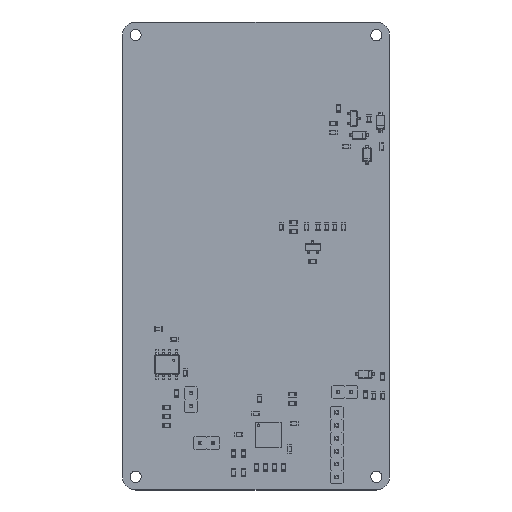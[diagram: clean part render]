
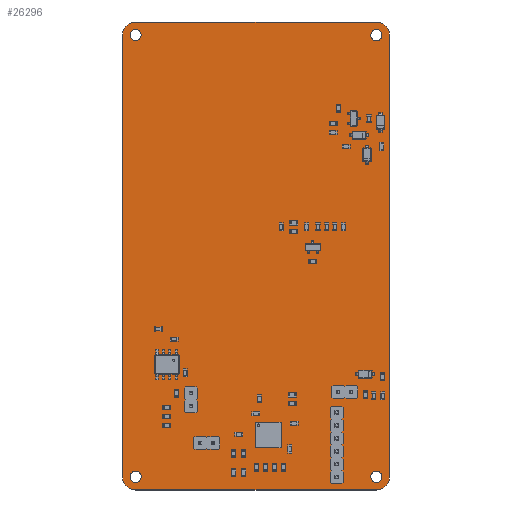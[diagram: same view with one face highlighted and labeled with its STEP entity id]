
A CAD part, top view. The second image highlights one B-rep face of the part: STEP entity #26296.
In plain terms, the highlighted planar face has unit normal (0, 0, 1).
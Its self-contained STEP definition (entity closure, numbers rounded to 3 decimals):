
#25971 = VERTEX_POINT('',#25972);
#25972 = CARTESIAN_POINT('',(480.882,18.502,1.6));
#25978 = EDGE_CURVE('',#25971,#25979,#25981,.T.);
#25979 = VERTEX_POINT('',#25980);
#25980 = CARTESIAN_POINT('',(483.482,15.902,1.6));
#25981 = CIRCLE('',#25982,2.6);
#25982 = AXIS2_PLACEMENT_3D('',#25983,#25984,#25985);
#25983 = CARTESIAN_POINT('',(480.882,15.902,1.6));
#25984 = DIRECTION('',(0.,0.,-1.));
#25985 = DIRECTION('',(0.,1.,0.));
#26013 = VERTEX_POINT('',#26014);
#26014 = CARTESIAN_POINT('',(433.582,18.502,1.6));
#26020 = EDGE_CURVE('',#26013,#25971,#26021,.T.);
#26021 = LINE('',#26022,#26023);
#26022 = CARTESIAN_POINT('',(433.582,18.502,1.6));
#26023 = VECTOR('',#26024,1.);
#26024 = DIRECTION('',(1.,0.,0.));
#26042 = EDGE_CURVE('',#25979,#26043,#26045,.T.);
#26043 = VERTEX_POINT('',#26044);
#26044 = CARTESIAN_POINT('',(483.482,-70.898,1.6));
#26045 = LINE('',#26046,#26047);
#26046 = CARTESIAN_POINT('',(483.482,15.902,1.6));
#26047 = VECTOR('',#26048,1.);
#26048 = DIRECTION('',(0.,-1.,0.));
#26296 = ADVANCED_FACE('',(#26297,#26343,#26354,#26365,#26376,#26387,
    #26398,#26409,#26420,#26431,#26442,#26453,#26464,#26475,#26486,
    #26497,#26508),#26519,.F.);
#26297 = FACE_BOUND('',#26298,.F.);
#26298 = EDGE_LOOP('',(#26299,#26300,#26301,#26310,#26318,#26327,#26335,
    #26342));
#26299 = ORIENTED_EDGE('',*,*,#25978,.T.);
#26300 = ORIENTED_EDGE('',*,*,#26042,.T.);
#26301 = ORIENTED_EDGE('',*,*,#26302,.T.);
#26302 = EDGE_CURVE('',#26043,#26303,#26305,.T.);
#26303 = VERTEX_POINT('',#26304);
#26304 = CARTESIAN_POINT('',(480.882,-73.498,1.6));
#26305 = CIRCLE('',#26306,2.6);
#26306 = AXIS2_PLACEMENT_3D('',#26307,#26308,#26309);
#26307 = CARTESIAN_POINT('',(480.881,-70.898,1.6));
#26308 = DIRECTION('',(0.,0.,-1.));
#26309 = DIRECTION('',(1.,0.,0.));
#26310 = ORIENTED_EDGE('',*,*,#26311,.T.);
#26311 = EDGE_CURVE('',#26303,#26312,#26314,.T.);
#26312 = VERTEX_POINT('',#26313);
#26313 = CARTESIAN_POINT('',(433.582,-73.498,1.6));
#26314 = LINE('',#26315,#26316);
#26315 = CARTESIAN_POINT('',(480.882,-73.498,1.6));
#26316 = VECTOR('',#26317,1.);
#26317 = DIRECTION('',(-1.,0.,0.));
#26318 = ORIENTED_EDGE('',*,*,#26319,.T.);
#26319 = EDGE_CURVE('',#26312,#26320,#26322,.T.);
#26320 = VERTEX_POINT('',#26321);
#26321 = CARTESIAN_POINT('',(430.982,-70.898,1.6));
#26322 = CIRCLE('',#26323,2.6);
#26323 = AXIS2_PLACEMENT_3D('',#26324,#26325,#26326);
#26324 = CARTESIAN_POINT('',(433.582,-70.898,1.6));
#26325 = DIRECTION('',(0.,0.,-1.));
#26326 = DIRECTION('',(0.,-1.,-0.));
#26327 = ORIENTED_EDGE('',*,*,#26328,.T.);
#26328 = EDGE_CURVE('',#26320,#26329,#26331,.T.);
#26329 = VERTEX_POINT('',#26330);
#26330 = CARTESIAN_POINT('',(430.982,15.902,1.6));
#26331 = LINE('',#26332,#26333);
#26332 = CARTESIAN_POINT('',(430.982,-70.898,1.6));
#26333 = VECTOR('',#26334,1.);
#26334 = DIRECTION('',(0.,1.,0.));
#26335 = ORIENTED_EDGE('',*,*,#26336,.T.);
#26336 = EDGE_CURVE('',#26329,#26013,#26337,.T.);
#26337 = CIRCLE('',#26338,2.6);
#26338 = AXIS2_PLACEMENT_3D('',#26339,#26340,#26341);
#26339 = CARTESIAN_POINT('',(433.582,15.901,1.6));
#26340 = DIRECTION('',(0.,0.,-1.));
#26341 = DIRECTION('',(-1.,0.,0.));
#26342 = ORIENTED_EDGE('',*,*,#26020,.T.);
#26343 = FACE_BOUND('',#26344,.F.);
#26344 = EDGE_LOOP('',(#26345));
#26345 = ORIENTED_EDGE('',*,*,#26346,.F.);
#26346 = EDGE_CURVE('',#26347,#26347,#26349,.T.);
#26347 = VERTEX_POINT('',#26348);
#26348 = CARTESIAN_POINT('',(480.882,-71.998,1.6));
#26349 = CIRCLE('',#26350,1.1);
#26350 = AXIS2_PLACEMENT_3D('',#26351,#26352,#26353);
#26351 = CARTESIAN_POINT('',(480.882,-70.898,1.6));
#26352 = DIRECTION('',(-0.,0.,-1.));
#26353 = DIRECTION('',(-0.,-1.,0.));
#26354 = FACE_BOUND('',#26355,.F.);
#26355 = EDGE_LOOP('',(#26356));
#26356 = ORIENTED_EDGE('',*,*,#26357,.F.);
#26357 = EDGE_CURVE('',#26358,#26358,#26360,.T.);
#26358 = VERTEX_POINT('',#26359);
#26359 = CARTESIAN_POINT('',(473.082,-71.498,1.6));
#26360 = CIRCLE('',#26361,0.5);
#26361 = AXIS2_PLACEMENT_3D('',#26362,#26363,#26364);
#26362 = CARTESIAN_POINT('',(473.082,-70.998,1.6));
#26363 = DIRECTION('',(-0.,0.,-1.));
#26364 = DIRECTION('',(-0.,-1.,0.));
#26365 = FACE_BOUND('',#26366,.F.);
#26366 = EDGE_LOOP('',(#26367));
#26367 = ORIENTED_EDGE('',*,*,#26368,.F.);
#26368 = EDGE_CURVE('',#26369,#26369,#26371,.T.);
#26369 = VERTEX_POINT('',#26370);
#26370 = CARTESIAN_POINT('',(473.082,-68.958,1.6));
#26371 = CIRCLE('',#26372,0.5);
#26372 = AXIS2_PLACEMENT_3D('',#26373,#26374,#26375);
#26373 = CARTESIAN_POINT('',(473.082,-68.458,1.6));
#26374 = DIRECTION('',(-0.,0.,-1.));
#26375 = DIRECTION('',(-0.,-1.,0.));
#26376 = FACE_BOUND('',#26377,.F.);
#26377 = EDGE_LOOP('',(#26378));
#26378 = ORIENTED_EDGE('',*,*,#26379,.F.);
#26379 = EDGE_CURVE('',#26380,#26380,#26382,.T.);
#26380 = VERTEX_POINT('',#26381);
#26381 = CARTESIAN_POINT('',(473.082,-66.418,1.6));
#26382 = CIRCLE('',#26383,0.5);
#26383 = AXIS2_PLACEMENT_3D('',#26384,#26385,#26386);
#26384 = CARTESIAN_POINT('',(473.082,-65.918,1.6));
#26385 = DIRECTION('',(-0.,0.,-1.));
#26386 = DIRECTION('',(-0.,-1.,0.));
#26387 = FACE_BOUND('',#26388,.F.);
#26388 = EDGE_LOOP('',(#26389));
#26389 = ORIENTED_EDGE('',*,*,#26390,.F.);
#26390 = EDGE_CURVE('',#26391,#26391,#26393,.T.);
#26391 = VERTEX_POINT('',#26392);
#26392 = CARTESIAN_POINT('',(473.082,-63.878,1.6));
#26393 = CIRCLE('',#26394,0.5);
#26394 = AXIS2_PLACEMENT_3D('',#26395,#26396,#26397);
#26395 = CARTESIAN_POINT('',(473.082,-63.378,1.6));
#26396 = DIRECTION('',(-0.,0.,-1.));
#26397 = DIRECTION('',(-0.,-1.,0.));
#26398 = FACE_BOUND('',#26399,.F.);
#26399 = EDGE_LOOP('',(#26400));
#26400 = ORIENTED_EDGE('',*,*,#26401,.F.);
#26401 = EDGE_CURVE('',#26402,#26402,#26404,.T.);
#26402 = VERTEX_POINT('',#26403);
#26403 = CARTESIAN_POINT('',(475.947,-54.758,1.6));
#26404 = CIRCLE('',#26405,0.5);
#26405 = AXIS2_PLACEMENT_3D('',#26406,#26407,#26408);
#26406 = CARTESIAN_POINT('',(475.947,-54.258,1.6));
#26407 = DIRECTION('',(-0.,0.,-1.));
#26408 = DIRECTION('',(-0.,-1.,0.));
#26409 = FACE_BOUND('',#26410,.F.);
#26410 = EDGE_LOOP('',(#26411));
#26411 = ORIENTED_EDGE('',*,*,#26412,.F.);
#26412 = EDGE_CURVE('',#26413,#26413,#26415,.T.);
#26413 = VERTEX_POINT('',#26414);
#26414 = CARTESIAN_POINT('',(473.082,-61.338,1.6));
#26415 = CIRCLE('',#26416,0.5);
#26416 = AXIS2_PLACEMENT_3D('',#26417,#26418,#26419);
#26417 = CARTESIAN_POINT('',(473.082,-60.838,1.6));
#26418 = DIRECTION('',(-0.,0.,-1.));
#26419 = DIRECTION('',(-0.,-1.,0.));
#26420 = FACE_BOUND('',#26421,.F.);
#26421 = EDGE_LOOP('',(#26422));
#26422 = ORIENTED_EDGE('',*,*,#26423,.F.);
#26423 = EDGE_CURVE('',#26424,#26424,#26426,.T.);
#26424 = VERTEX_POINT('',#26425);
#26425 = CARTESIAN_POINT('',(473.082,-58.798,1.6));
#26426 = CIRCLE('',#26427,0.5);
#26427 = AXIS2_PLACEMENT_3D('',#26428,#26429,#26430);
#26428 = CARTESIAN_POINT('',(473.082,-58.298,1.6));
#26429 = DIRECTION('',(-0.,0.,-1.));
#26430 = DIRECTION('',(-0.,-1.,0.));
#26431 = FACE_BOUND('',#26432,.F.);
#26432 = EDGE_LOOP('',(#26433));
#26433 = ORIENTED_EDGE('',*,*,#26434,.F.);
#26434 = EDGE_CURVE('',#26435,#26435,#26437,.T.);
#26435 = VERTEX_POINT('',#26436);
#26436 = CARTESIAN_POINT('',(473.407,-54.758,1.6));
#26437 = CIRCLE('',#26438,0.5);
#26438 = AXIS2_PLACEMENT_3D('',#26439,#26440,#26441);
#26439 = CARTESIAN_POINT('',(473.407,-54.258,1.6));
#26440 = DIRECTION('',(-0.,0.,-1.));
#26441 = DIRECTION('',(-0.,-1.,0.));
#26442 = FACE_BOUND('',#26443,.F.);
#26443 = EDGE_LOOP('',(#26444));
#26444 = ORIENTED_EDGE('',*,*,#26445,.F.);
#26445 = EDGE_CURVE('',#26446,#26446,#26448,.T.);
#26446 = VERTEX_POINT('',#26447);
#26447 = CARTESIAN_POINT('',(448.792,-64.758,1.6));
#26448 = CIRCLE('',#26449,0.5);
#26449 = AXIS2_PLACEMENT_3D('',#26450,#26451,#26452);
#26450 = CARTESIAN_POINT('',(448.792,-64.258,1.6));
#26451 = DIRECTION('',(-0.,0.,-1.));
#26452 = DIRECTION('',(-0.,-1.,0.));
#26453 = FACE_BOUND('',#26454,.F.);
#26454 = EDGE_LOOP('',(#26455));
#26455 = ORIENTED_EDGE('',*,*,#26456,.F.);
#26456 = EDGE_CURVE('',#26457,#26457,#26459,.T.);
#26457 = VERTEX_POINT('',#26458);
#26458 = CARTESIAN_POINT('',(446.252,-64.758,1.6));
#26459 = CIRCLE('',#26460,0.5);
#26460 = AXIS2_PLACEMENT_3D('',#26461,#26462,#26463);
#26461 = CARTESIAN_POINT('',(446.252,-64.258,1.6));
#26462 = DIRECTION('',(-0.,0.,-1.));
#26463 = DIRECTION('',(-0.,-1.,0.));
#26464 = FACE_BOUND('',#26465,.F.);
#26465 = EDGE_LOOP('',(#26466));
#26466 = ORIENTED_EDGE('',*,*,#26467,.F.);
#26467 = EDGE_CURVE('',#26468,#26468,#26470,.T.);
#26468 = VERTEX_POINT('',#26469);
#26469 = CARTESIAN_POINT('',(433.582,-71.998,1.6));
#26470 = CIRCLE('',#26471,1.1);
#26471 = AXIS2_PLACEMENT_3D('',#26472,#26473,#26474);
#26472 = CARTESIAN_POINT('',(433.582,-70.898,1.6));
#26473 = DIRECTION('',(-0.,0.,-1.));
#26474 = DIRECTION('',(0.,-1.,-0.));
#26475 = FACE_BOUND('',#26476,.F.);
#26476 = EDGE_LOOP('',(#26477));
#26477 = ORIENTED_EDGE('',*,*,#26478,.F.);
#26478 = EDGE_CURVE('',#26479,#26479,#26481,.T.);
#26479 = VERTEX_POINT('',#26480);
#26480 = CARTESIAN_POINT('',(444.422,-57.548,1.6));
#26481 = CIRCLE('',#26482,0.5);
#26482 = AXIS2_PLACEMENT_3D('',#26483,#26484,#26485);
#26483 = CARTESIAN_POINT('',(444.422,-57.048,1.6));
#26484 = DIRECTION('',(-0.,0.,-1.));
#26485 = DIRECTION('',(-0.,-1.,0.));
#26486 = FACE_BOUND('',#26487,.F.);
#26487 = EDGE_LOOP('',(#26488));
#26488 = ORIENTED_EDGE('',*,*,#26489,.F.);
#26489 = EDGE_CURVE('',#26490,#26490,#26492,.T.);
#26490 = VERTEX_POINT('',#26491);
#26491 = CARTESIAN_POINT('',(444.422,-55.008,1.6));
#26492 = CIRCLE('',#26493,0.5);
#26493 = AXIS2_PLACEMENT_3D('',#26494,#26495,#26496);
#26494 = CARTESIAN_POINT('',(444.422,-54.508,1.6));
#26495 = DIRECTION('',(-0.,0.,-1.));
#26496 = DIRECTION('',(-0.,-1.,0.));
#26497 = FACE_BOUND('',#26498,.F.);
#26498 = EDGE_LOOP('',(#26499));
#26499 = ORIENTED_EDGE('',*,*,#26500,.F.);
#26500 = EDGE_CURVE('',#26501,#26501,#26503,.T.);
#26501 = VERTEX_POINT('',#26502);
#26502 = CARTESIAN_POINT('',(480.882,14.802,1.6));
#26503 = CIRCLE('',#26504,1.1);
#26504 = AXIS2_PLACEMENT_3D('',#26505,#26506,#26507);
#26505 = CARTESIAN_POINT('',(480.882,15.902,1.6));
#26506 = DIRECTION('',(-0.,0.,-1.));
#26507 = DIRECTION('',(-0.,-1.,0.));
#26508 = FACE_BOUND('',#26509,.F.);
#26509 = EDGE_LOOP('',(#26510));
#26510 = ORIENTED_EDGE('',*,*,#26511,.F.);
#26511 = EDGE_CURVE('',#26512,#26512,#26514,.T.);
#26512 = VERTEX_POINT('',#26513);
#26513 = CARTESIAN_POINT('',(433.582,14.851,1.6));
#26514 = CIRCLE('',#26515,1.1);
#26515 = AXIS2_PLACEMENT_3D('',#26516,#26517,#26518);
#26516 = CARTESIAN_POINT('',(433.582,15.951,1.6));
#26517 = DIRECTION('',(-0.,0.,-1.));
#26518 = DIRECTION('',(0.,-1.,-0.));
#26519 = PLANE('',#26520);
#26520 = AXIS2_PLACEMENT_3D('',#26521,#26522,#26523);
#26521 = CARTESIAN_POINT('',(457.232,-27.498,1.6));
#26522 = DIRECTION('',(-0.,-0.,-1.));
#26523 = DIRECTION('',(-1.,0.,0.));
